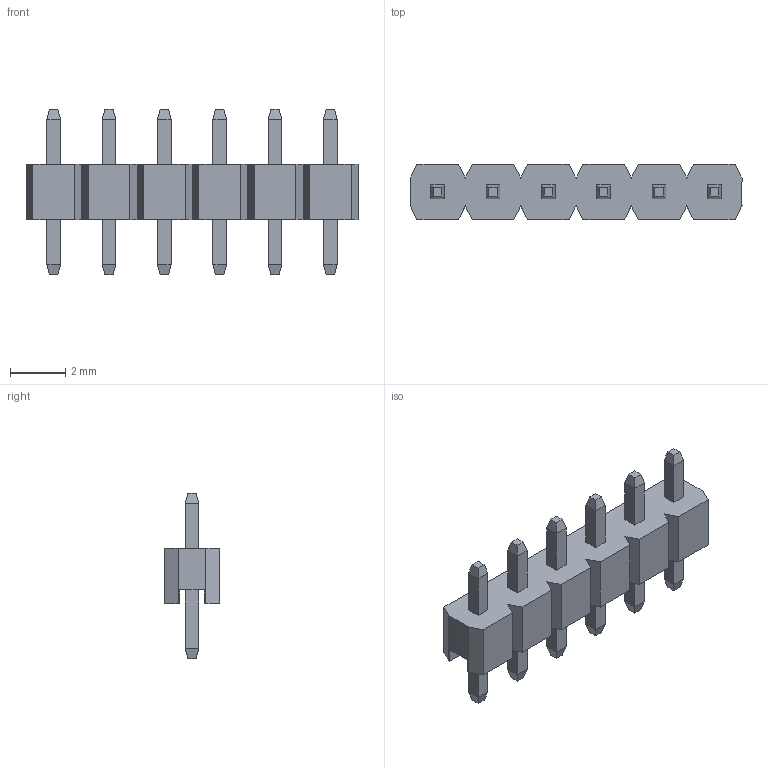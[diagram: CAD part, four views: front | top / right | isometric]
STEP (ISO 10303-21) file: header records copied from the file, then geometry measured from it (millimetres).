
FILE_DESCRIPTION (( 'STEP AP214' ), '1' );
FILE_NAME ('FPH20044-S06S1014030330B-REF.STEP', '2025-12-04T03:57:09', ( '' ), ( '' ), 'SwSTEP 2.0', 'SolidWorks 2021', '' );
FILE_SCHEMA (( 'AUTOMOTIVE_DESIGN' ));
Length unit declared in the file: millimetre
Products named in the file (1): FPH20044-S06S1014030330B-REF
Bounding box: 12 x 2 x 6 mm (x, y, z)
Volume: 46 mm3; surface area: 173.5 mm2
Topology: 1 solids, 1 shells, 152 faces, 366 edges, 228 vertices
Faces by surface type: plane 152
Entity records: 4300 total; most frequent: CARTESIAN_POINT 747, ORIENTED_EDGE 732, DIRECTION 672, LINE 366, VECTOR 366, EDGE_CURVE 366, VERTEX_POINT 228, EDGE_LOOP 164
